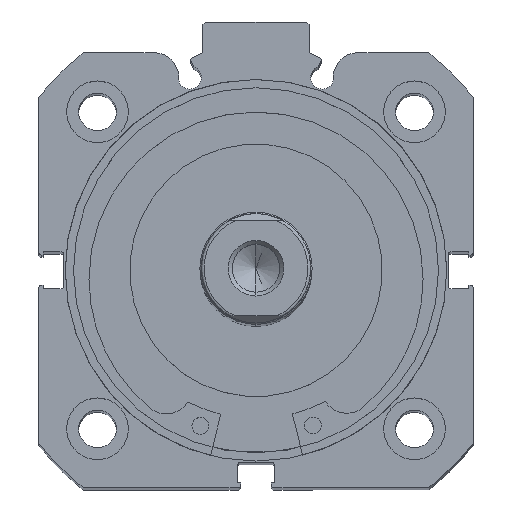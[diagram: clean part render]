
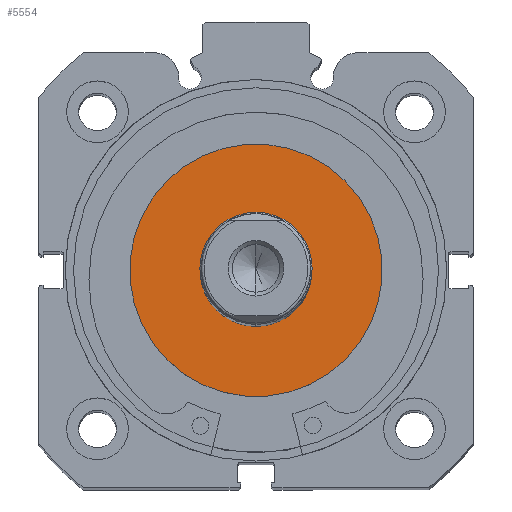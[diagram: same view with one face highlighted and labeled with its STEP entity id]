
A CAD part, top view. The second image highlights one B-rep face of the part: STEP entity #5554.
In plain terms, the highlighted face is planar.
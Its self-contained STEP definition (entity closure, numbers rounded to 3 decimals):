
#53 = FACE_BOUND ( 'NONE', #1712, .T. ) ;
#58 = FACE_OUTER_BOUND ( 'NONE', #447, .T. ) ;
#447 = EDGE_LOOP ( 'NONE', ( #488, #513 ) ) ;
#488 = ORIENTED_EDGE ( 'NONE', *, *, #3544, .T. ) ;
#506 = ORIENTED_EDGE ( 'NONE', *, *, #3520, .F. ) ;
#510 = ORIENTED_EDGE ( 'NONE', *, *, #3265, .F. ) ;
#513 = ORIENTED_EDGE ( 'NONE', *, *, #3519, .T. ) ;
#1501 = CIRCLE ( 'NONE', #3681, 10. ) ;
#1712 = EDGE_LOOP ( 'NONE', ( #506, #510 ) ) ;
#2177 = VERTEX_POINT ( 'NONE', #4297 ) ;
#2212 = VERTEX_POINT ( 'NONE', #4332 ) ;
#2216 = VERTEX_POINT ( 'NONE', #4336 ) ;
#2225 = VERTEX_POINT ( 'NONE', #4345 ) ;
#3265 = EDGE_CURVE ( 'NONE', #2177, #2225, #1501, .T. ) ;
#3519 = EDGE_CURVE ( 'NONE', #2216, #2212, #7130, .T. ) ;
#3520 = EDGE_CURVE ( 'NONE', #2225, #2177, #7132, .T. ) ;
#3544 = EDGE_CURVE ( 'NONE', #2212, #2216, #7166, .T. ) ;
#3681 = AXIS2_PLACEMENT_3D ( 'NONE', #5062, #5065, #5066 ) ;
#3790 = AXIS2_PLACEMENT_3D ( 'NONE', #6045, #6047, #6048 ) ;
#3792 = AXIS2_PLACEMENT_3D ( 'NONE', #6036, #6043, #6044 ) ;
#3810 = AXIS2_PLACEMENT_3D ( 'NONE', #6099, #6109, #6110 ) ;
#3915 = AXIS2_PLACEMENT_3D ( 'NONE', #6568, #6570, #6571 ) ;
#4297 = CARTESIAN_POINT ( 'NONE',  ( 0., 0., -10. ) ) ;
#4332 = CARTESIAN_POINT ( 'NONE',  ( 0., 0., 22.5 ) ) ;
#4336 = CARTESIAN_POINT ( 'NONE',  ( 0., 0., -22.5 ) ) ;
#4345 = CARTESIAN_POINT ( 'NONE',  ( 0., 0., 10. ) ) ;
#5062 = CARTESIAN_POINT ( 'NONE',  ( 0., 0., 0. ) ) ;
#5065 = DIRECTION ( 'NONE',  ( -1., 0., 0. ) ) ;
#5066 = DIRECTION ( 'NONE',  ( 0., 0., 1. ) ) ;
#5554 = ADVANCED_FACE ( 'NONE', ( #53, #58 ), #6569, .F. ) ;
#6036 = CARTESIAN_POINT ( 'NONE',  ( 0., 0., 0. ) ) ;
#6043 = DIRECTION ( 'NONE',  ( -1., 0., 0. ) ) ;
#6044 = DIRECTION ( 'NONE',  ( 0., 0., 1. ) ) ;
#6045 = CARTESIAN_POINT ( 'NONE',  ( 0., 0., 0. ) ) ;
#6047 = DIRECTION ( 'NONE',  ( -1., 0., 0. ) ) ;
#6048 = DIRECTION ( 'NONE',  ( 0., 0., 1. ) ) ;
#6099 = CARTESIAN_POINT ( 'NONE',  ( 0., 0., 0. ) ) ;
#6109 = DIRECTION ( 'NONE',  ( -1., 0., 0. ) ) ;
#6110 = DIRECTION ( 'NONE',  ( 0., 0., 1. ) ) ;
#6568 = CARTESIAN_POINT ( 'NONE',  ( 0., 22.5, 0. ) ) ;
#6569 = PLANE ( 'NONE',  #3915 ) ;
#6570 = DIRECTION ( 'NONE',  ( 1., 0., 0. ) ) ;
#6571 = DIRECTION ( 'NONE',  ( 0., 0., -1. ) ) ;
#7130 = CIRCLE ( 'NONE', #3792, 22.5 ) ;
#7132 = CIRCLE ( 'NONE', #3790, 10. ) ;
#7166 = CIRCLE ( 'NONE', #3810, 22.5 ) ;
